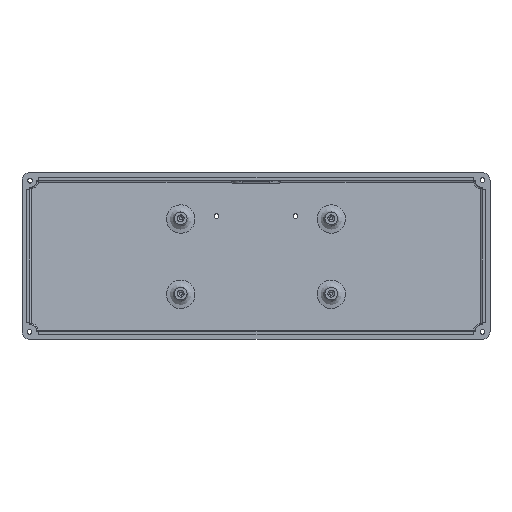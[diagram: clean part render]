
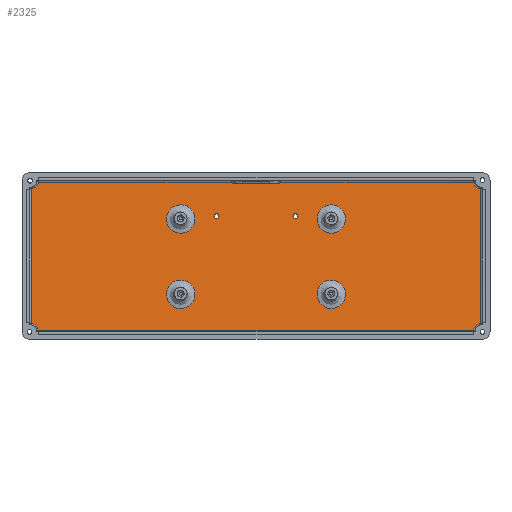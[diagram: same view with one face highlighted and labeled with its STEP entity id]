
A CAD part, top view. The second image highlights one B-rep face of the part: STEP entity #2325.
In plain terms, the highlighted planar face has unit normal (0, 0.087, 0.996).
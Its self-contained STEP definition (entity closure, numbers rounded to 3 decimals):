
#67=FACE_BOUND('',#728,.T.);
#68=FACE_BOUND('',#729,.T.);
#69=FACE_BOUND('',#730,.T.);
#70=FACE_BOUND('',#731,.T.);
#71=FACE_BOUND('',#732,.T.);
#72=FACE_BOUND('',#733,.T.);
#96=ELLIPSE('',#2497,7.228,7.2);
#97=ELLIPSE('',#2499,0.803,0.8);
#98=ELLIPSE('',#2500,0.803,0.8);
#99=ELLIPSE('',#2501,4.618,4.6);
#100=ELLIPSE('',#2502,4.618,4.6);
#101=ELLIPSE('',#2503,4.618,4.6);
#102=ELLIPSE('',#2504,4.618,4.6);
#103=ELLIPSE('',#2505,7.228,7.2);
#104=ELLIPSE('',#2506,7.228,7.2);
#105=ELLIPSE('',#2507,1.205,1.2);
#106=ELLIPSE('',#2508,1.205,1.2);
#107=ELLIPSE('',#2509,7.228,7.2);
#160=PLANE('',#2498);
#203=LINE('',#3756,#352);
#204=LINE('',#3760,#353);
#205=LINE('',#3762,#354);
#206=LINE('',#3764,#355);
#207=LINE('',#3768,#356);
#208=LINE('',#3772,#357);
#209=LINE('',#3776,#358);
#210=LINE('',#3780,#359);
#352=VECTOR('',#2828,10.);
#353=VECTOR('',#2831,10.);
#354=VECTOR('',#2832,10.);
#355=VECTOR('',#2833,10.);
#356=VECTOR('',#2836,10.);
#357=VECTOR('',#2839,10.);
#358=VECTOR('',#2842,10.);
#359=VECTOR('',#2845,10.);
#575=FACE_OUTER_BOUND('',#727,.T.);
#727=EDGE_LOOP('',(#1647,#1648,#1649,#1650,#1651,#1652,#1653,#1654,#1655,
#1656,#1657,#1658,#1659,#1660));
#728=EDGE_LOOP('',(#1661));
#729=EDGE_LOOP('',(#1662));
#730=EDGE_LOOP('',(#1663));
#731=EDGE_LOOP('',(#1664));
#732=EDGE_LOOP('',(#1665));
#733=EDGE_LOOP('',(#1666));
#1041=VERTEX_POINT('',#3746);
#1044=VERTEX_POINT('',#3754);
#1045=VERTEX_POINT('',#3755);
#1046=VERTEX_POINT('',#3757);
#1047=VERTEX_POINT('',#3759);
#1048=VERTEX_POINT('',#3761);
#1049=VERTEX_POINT('',#3763);
#1050=VERTEX_POINT('',#3765);
#1051=VERTEX_POINT('',#3767);
#1052=VERTEX_POINT('',#3769);
#1053=VERTEX_POINT('',#3771);
#1054=VERTEX_POINT('',#3773);
#1055=VERTEX_POINT('',#3775);
#1056=VERTEX_POINT('',#3777);
#1057=VERTEX_POINT('',#3779);
#1058=VERTEX_POINT('',#3782);
#1059=VERTEX_POINT('',#3784);
#1060=VERTEX_POINT('',#3786);
#1061=VERTEX_POINT('',#3788);
#1062=VERTEX_POINT('',#3790);
#1270=EDGE_CURVE('',#1041,#1041,#96,.T.);
#1271=EDGE_CURVE('',#1044,#1045,#203,.F.);
#1272=EDGE_CURVE('',#1046,#1044,#97,.F.);
#1273=EDGE_CURVE('',#1046,#1047,#204,.T.);
#1274=EDGE_CURVE('',#1047,#1048,#205,.T.);
#1275=EDGE_CURVE('',#1048,#1049,#206,.T.);
#1276=EDGE_CURVE('',#1049,#1050,#98,.T.);
#1277=EDGE_CURVE('',#1050,#1051,#207,.T.);
#1278=EDGE_CURVE('',#1052,#1051,#99,.T.);
#1279=EDGE_CURVE('',#1053,#1052,#208,.T.);
#1280=EDGE_CURVE('',#1054,#1053,#100,.T.);
#1281=EDGE_CURVE('',#1055,#1054,#209,.T.);
#1282=EDGE_CURVE('',#1056,#1055,#101,.T.);
#1283=EDGE_CURVE('',#1057,#1056,#210,.T.);
#1284=EDGE_CURVE('',#1045,#1057,#102,.T.);
#1285=EDGE_CURVE('',#1058,#1058,#103,.T.);
#1286=EDGE_CURVE('',#1059,#1059,#104,.T.);
#1287=EDGE_CURVE('',#1060,#1060,#105,.T.);
#1288=EDGE_CURVE('',#1061,#1061,#106,.T.);
#1289=EDGE_CURVE('',#1062,#1062,#107,.T.);
#1647=ORIENTED_EDGE('',*,*,#1271,.F.);
#1648=ORIENTED_EDGE('',*,*,#1272,.F.);
#1649=ORIENTED_EDGE('',*,*,#1273,.T.);
#1650=ORIENTED_EDGE('',*,*,#1274,.T.);
#1651=ORIENTED_EDGE('',*,*,#1275,.T.);
#1652=ORIENTED_EDGE('',*,*,#1276,.T.);
#1653=ORIENTED_EDGE('',*,*,#1277,.T.);
#1654=ORIENTED_EDGE('',*,*,#1278,.F.);
#1655=ORIENTED_EDGE('',*,*,#1279,.F.);
#1656=ORIENTED_EDGE('',*,*,#1280,.F.);
#1657=ORIENTED_EDGE('',*,*,#1281,.F.);
#1658=ORIENTED_EDGE('',*,*,#1282,.F.);
#1659=ORIENTED_EDGE('',*,*,#1283,.F.);
#1660=ORIENTED_EDGE('',*,*,#1284,.F.);
#1661=ORIENTED_EDGE('',*,*,#1285,.F.);
#1662=ORIENTED_EDGE('',*,*,#1286,.F.);
#1663=ORIENTED_EDGE('',*,*,#1287,.T.);
#1664=ORIENTED_EDGE('',*,*,#1288,.T.);
#1665=ORIENTED_EDGE('',*,*,#1289,.F.);
#1666=ORIENTED_EDGE('',*,*,#1270,.F.);
#2325=ADVANCED_FACE('',(#575,#67,#68,#69,#70,#71,#72),#160,.F.);
#2497=AXIS2_PLACEMENT_3D('',#3752,#2824,#2825);
#2498=AXIS2_PLACEMENT_3D('',#3753,#2826,#2827);
#2499=AXIS2_PLACEMENT_3D('',#3758,#2829,#2830);
#2500=AXIS2_PLACEMENT_3D('',#3766,#2834,#2835);
#2501=AXIS2_PLACEMENT_3D('',#3770,#2837,#2838);
#2502=AXIS2_PLACEMENT_3D('',#3774,#2840,#2841);
#2503=AXIS2_PLACEMENT_3D('',#3778,#2843,#2844);
#2504=AXIS2_PLACEMENT_3D('',#3781,#2846,#2847);
#2505=AXIS2_PLACEMENT_3D('',#3783,#2848,#2849);
#2506=AXIS2_PLACEMENT_3D('',#3785,#2850,#2851);
#2507=AXIS2_PLACEMENT_3D('',#3787,#2852,#2853);
#2508=AXIS2_PLACEMENT_3D('',#3789,#2854,#2855);
#2509=AXIS2_PLACEMENT_3D('',#3791,#2856,#2857);
#2824=DIRECTION('center_axis',(0.,0.087,
0.996));
#2825=DIRECTION('ref_axis',(0.,-0.996,0.087));
#2826=DIRECTION('center_axis',(0.,-0.087,
-0.996));
#2827=DIRECTION('ref_axis',(1.,0.,0.));
#2828=DIRECTION('',(-1.,0.,0.));
#2829=DIRECTION('center_axis',(0.,-0.087,
-0.996));
#2830=DIRECTION('ref_axis',(0.,0.996,-0.087));
#2831=DIRECTION('',(-1.,0.,0.));
#2832=DIRECTION('',(-1.,0.,0.));
#2833=DIRECTION('',(-1.,0.,0.));
#2834=DIRECTION('center_axis',(0.,-0.087,
-0.996));
#2835=DIRECTION('ref_axis',(0.,0.996,-0.087));
#2836=DIRECTION('',(-1.,0.,0.));
#2837=DIRECTION('center_axis',(0.,0.087,
0.996));
#2838=DIRECTION('ref_axis',(0.,-0.996,0.087));
#2839=DIRECTION('',(0.,0.996,-0.087));
#2840=DIRECTION('center_axis',(0.,0.087,
0.996));
#2841=DIRECTION('ref_axis',(0.,0.996,-0.087));
#2842=DIRECTION('',(-1.,0.,0.));
#2843=DIRECTION('center_axis',(0.,0.087,
0.996));
#2844=DIRECTION('ref_axis',(0.,0.996,-0.087));
#2845=DIRECTION('',(0.,-0.996,0.087));
#2846=DIRECTION('center_axis',(0.,0.087,
0.996));
#2847=DIRECTION('ref_axis',(0.,-0.996,0.087));
#2848=DIRECTION('center_axis',(0.,0.087,
0.996));
#2849=DIRECTION('ref_axis',(0.,-0.996,0.087));
#2850=DIRECTION('center_axis',(0.,0.087,
0.996));
#2851=DIRECTION('ref_axis',(0.,-0.996,0.087));
#2852=DIRECTION('center_axis',(0.,-0.087,
-0.996));
#2853=DIRECTION('ref_axis',(0.,-0.996,0.087));
#2854=DIRECTION('center_axis',(0.,-0.087,
-0.996));
#2855=DIRECTION('ref_axis',(0.,-0.996,0.087));
#2856=DIRECTION('center_axis',(0.,0.087,
0.996));
#2857=DIRECTION('ref_axis',(0.,-0.996,0.087));
#3746=CARTESIAN_POINT('',(152.4,-12.199,-16.786));
#3752=CARTESIAN_POINT('Origin',(152.4,-19.399,-16.156));
#3753=CARTESIAN_POINT('Origin',(114.3,-38.1,-14.52));
#3754=CARTESIAN_POINT('',(126.285,-0.745,-17.788));
#3755=CARTESIAN_POINT('',(224.435,-0.745,-17.788));
#3756=CARTESIAN_POINT('',(169.715,-0.745,-17.788));
#3757=CARTESIAN_POINT('',(125.503,-1.375,-17.733));
#3758=CARTESIAN_POINT('Origin',(125.503,-0.575,-17.803));
#3759=CARTESIAN_POINT('',(123.3,-1.375,-17.733));
#3760=CARTESIAN_POINT('',(114.3,-1.375,-17.733));
#3761=CARTESIAN_POINT('',(105.3,-1.375,-17.733));
#3762=CARTESIAN_POINT('',(114.3,-1.375,-17.733));
#3763=CARTESIAN_POINT('',(103.097,-1.375,-17.733));
#3764=CARTESIAN_POINT('',(114.3,-1.375,-17.733));
#3765=CARTESIAN_POINT('',(102.315,-0.745,-17.788));
#3766=CARTESIAN_POINT('Origin',(103.097,-0.575,-17.803));
#3767=CARTESIAN_POINT('',(4.165,-0.745,-17.788));
#3768=CARTESIAN_POINT('',(169.715,-0.745,-17.788));
#3769=CARTESIAN_POINT('',(0.675,-4.235,-17.483));
#3770=CARTESIAN_POINT('Origin',(-0.325,0.255,-17.875));
#3771=CARTESIAN_POINT('',(0.675,-72.105,-11.545));
#3772=CARTESIAN_POINT('',(0.675,-21.416,-15.979));
#3773=CARTESIAN_POINT('',(4.165,-75.595,-11.239));
#3774=CARTESIAN_POINT('Origin',(-0.325,-76.595,-11.152));
#3775=CARTESIAN_POINT('',(224.435,-75.595,-11.239));
#3776=CARTESIAN_POINT('',(58.885,-75.595,-11.239));
#3777=CARTESIAN_POINT('',(227.925,-72.105,-11.545));
#3778=CARTESIAN_POINT('Origin',(228.925,-76.595,-11.152));
#3779=CARTESIAN_POINT('',(227.925,-4.235,-17.483));
#3780=CARTESIAN_POINT('',(227.925,-55.784,-12.973));
#3781=CARTESIAN_POINT('Origin',(228.925,0.255,-17.875));
#3782=CARTESIAN_POINT('',(152.4,-50.299,-13.452));
#3783=CARTESIAN_POINT('Origin',(152.4,-57.499,-12.823));
#3784=CARTESIAN_POINT('',(76.2,-50.299,-13.452));
#3785=CARTESIAN_POINT('Origin',(76.2,-57.499,-12.823));
#3786=CARTESIAN_POINT('',(135.5,-17.875,-16.289));
#3787=CARTESIAN_POINT('Origin',(134.3,-17.875,-16.289));
#3788=CARTESIAN_POINT('',(95.5,-17.875,-16.289));
#3789=CARTESIAN_POINT('Origin',(94.3,-17.875,-16.289));
#3790=CARTESIAN_POINT('',(76.2,-12.199,-16.786));
#3791=CARTESIAN_POINT('Origin',(76.2,-19.399,-16.156));
